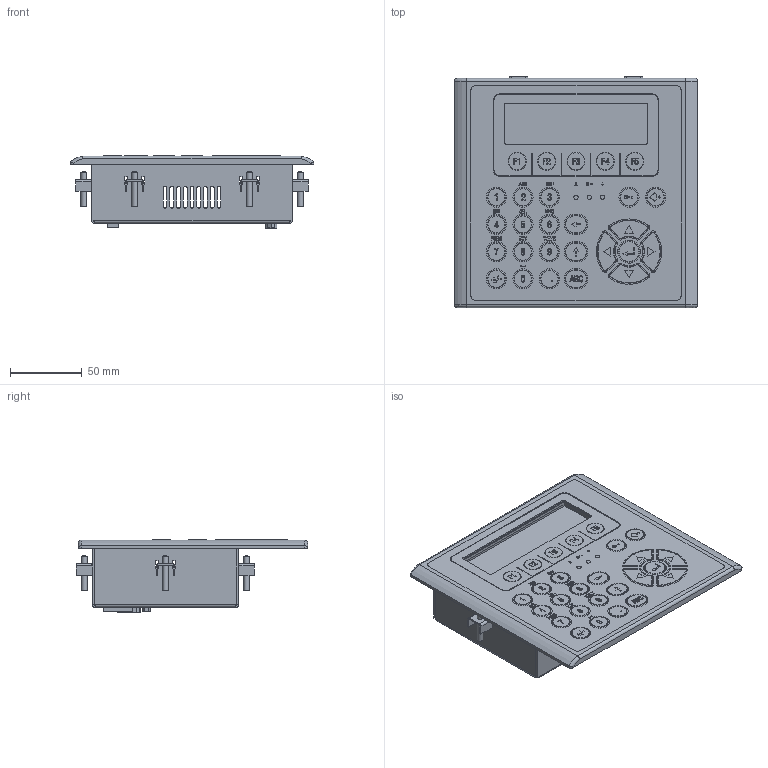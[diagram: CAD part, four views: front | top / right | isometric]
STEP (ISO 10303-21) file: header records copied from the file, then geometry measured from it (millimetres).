
FILE_DESCRIPTION(/* description */ (''),/* implementation_level */ '2;1');
FILE_NAME(/* name */ 'OT115R.stp',/* time_stamp */ '2021-03-10T12:59:50+01:00',/* author */ ('lule'),/* organization */ ('2020 Bachmann electronic GmbH'),/* preprocessor_version */ 'ST-DEVELOPER v18.1',/* originating_system */ 'Autodesk Inventor 2021',/* authorisation */ '-');
FILE_SCHEMA (('AUTOMOTIVE_DESIGN { 1 0 10303 214 3 1 1 }'));
Products named in the file (2): Baugruppe1; Bauteil1
Assembly tree (1 placements, depth 2):
  Baugruppe1
    Bauteil1
Bounding box: 170 x 161.37 x 50.72 mm (x, y, z)
Volume: 226430.2 mm3; surface area: 216179.8 mm2
Topology: 23 solids, 23 shells, 2160 faces, 5549 edges, 3653 vertices
Faces by surface type: plane 1355, bspline 369, cylinder 307, torus 73, cone 56
Full cylindrical faces by diameter (mm): 1 x11, 1.2 x1, 1.5 x1, 2 x2, 2.5 x14, 2.7 x4, 3 x18, 3.242 x1, 3.485 x4, 3.91 x5, 4 x12, 4.65 x1, 12.5 x14, 14.1 x14, 16.1 x1
Entity records: 68481 total; most frequent: CARTESIAN_POINT 15115, ORIENTED_EDGE 11080, DIRECTION 9247, EDGE_CURVE 5540, LINE 3929, VECTOR 3929, VERTEX_POINT 3653, AXIS2_PLACEMENT_3D 2659
